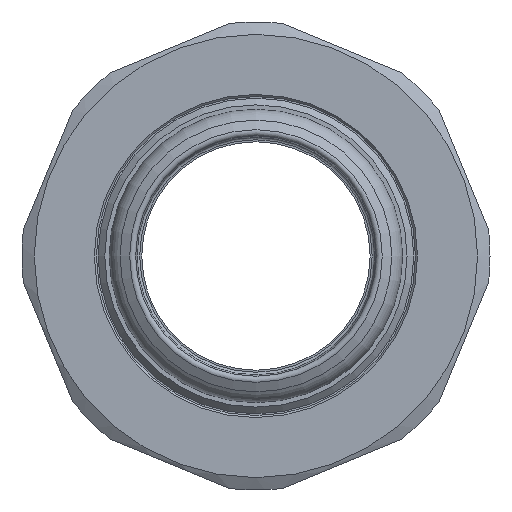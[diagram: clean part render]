
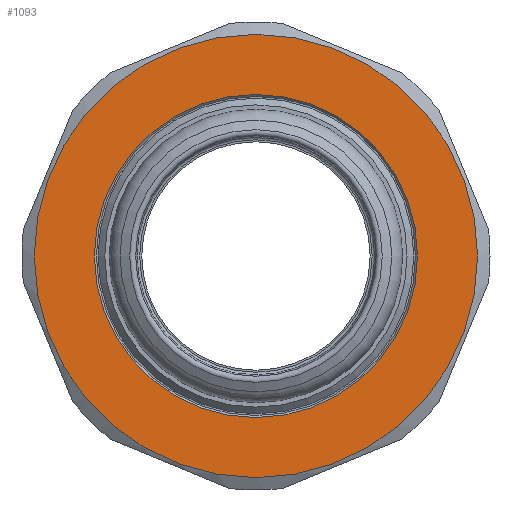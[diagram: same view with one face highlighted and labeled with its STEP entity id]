
A CAD part, left-side view. The second image highlights one B-rep face of the part: STEP entity #1093.
In plain terms, the highlighted planar face has unit normal (-1, 0, 0).
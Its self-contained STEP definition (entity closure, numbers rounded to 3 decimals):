
#63=FACE_BOUND('',#190,.T.);
#74=PLANE('',#1252);
#117=FACE_OUTER_BOUND('',#189,.T.);
#189=EDGE_LOOP('',(#755));
#190=EDGE_LOOP('',(#756));
#370=CIRCLE('',#1251,24.05);
#371=CIRCLE('',#1253,33.);
#471=VERTEX_POINT('',#1845);
#472=VERTEX_POINT('',#1849);
#579=EDGE_CURVE('',#471,#471,#370,.T.);
#581=EDGE_CURVE('',#472,#472,#371,.T.);
#755=ORIENTED_EDGE('',*,*,#581,.T.);
#756=ORIENTED_EDGE('',*,*,#579,.F.);
#1093=ADVANCED_FACE('',(#117,#63),#74,.T.);
#1251=AXIS2_PLACEMENT_3D('',#1846,#1444,#1445);
#1252=AXIS2_PLACEMENT_3D('',#1848,#1447,#1448);
#1253=AXIS2_PLACEMENT_3D('',#1850,#1449,#1450);
#1444=DIRECTION('center_axis',(-1.,0.,0.));
#1445=DIRECTION('ref_axis',(0.,1.,0.));
#1447=DIRECTION('center_axis',(-1.,0.,0.));
#1448=DIRECTION('ref_axis',(0.,0.,1.));
#1449=DIRECTION('center_axis',(-1.,0.,0.));
#1450=DIRECTION('ref_axis',(0.,1.,0.));
#1845=CARTESIAN_POINT('',(-23.,-24.05,0.));
#1846=CARTESIAN_POINT('Origin',(-23.,0.,0.));
#1848=CARTESIAN_POINT('Origin',(-23.,0.,0.));
#1849=CARTESIAN_POINT('',(-23.,-33.,0.));
#1850=CARTESIAN_POINT('Origin',(-23.,0.,0.));
